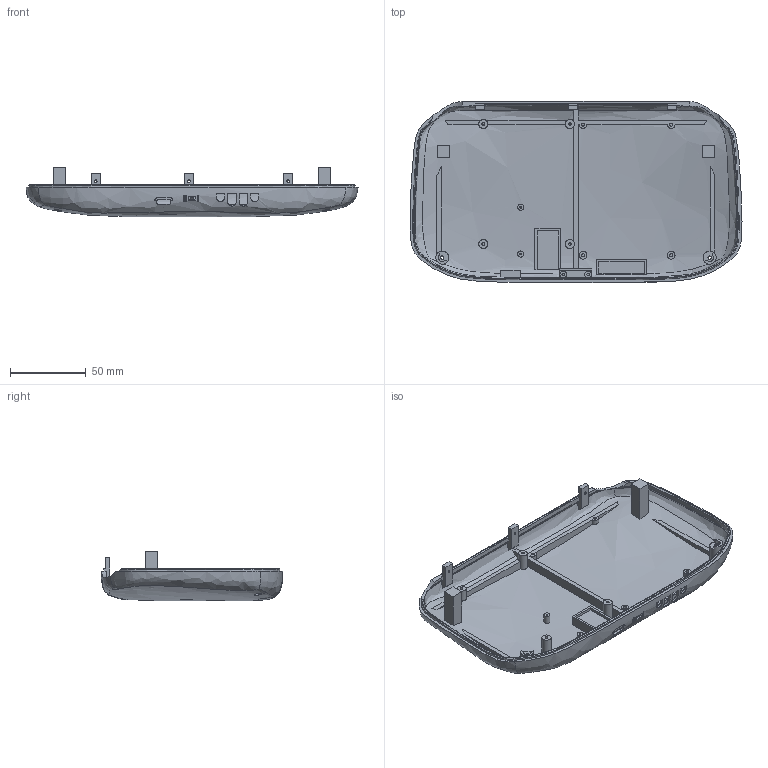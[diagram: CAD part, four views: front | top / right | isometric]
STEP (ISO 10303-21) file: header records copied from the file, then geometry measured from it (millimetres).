
FILE_DESCRIPTION(/* description */ (''),/* implementation_level */ '2;1');
FILE_NAME(/* name */ 'Case Back.step',/* time_stamp */ '2023-06-25T15:46:23-07:00',/* author */ (''),/* organization */ (''),/* preprocessor_version */ 'ST-DEVELOPER v19.2',/* originating_system */ 'Autodesk Translation Framework v12.6.0.85',/* authorisation */ '');
FILE_SCHEMA (('AUTOMOTIVE_DESIGN { 1 0 10303 214 3 1 1 }'));
Length unit declared in the file: millimetre
Products named in the file (1): Case Back
Bounding box: 218.53 x 119.46 x 32.79 mm (x, y, z)
Volume: 66681.3 mm3; surface area: 73298.2 mm2
Topology: 1 solids, 1 shells, 317 faces, 931 edges, 642 vertices
Faces by surface type: plane 190, bspline 73, cylinder 54
Full cylindrical faces by diameter (mm): 1.25 x2, 1.75 x9, 2.05 x4, 2.25 x2, 4 x2, 4.5 x4, 5 x2, 6 x4, 8.5 x2
Entity records: 20717 total; most frequent: CARTESIAN_POINT 13111, ORIENTED_EDGE 1866, DIRECTION 1080, EDGE_CURVE 933, VERTEX_POINT 642, B_SPLINE_CURVE_WITH_KNOTS 428, LINE 420, VECTOR 420
